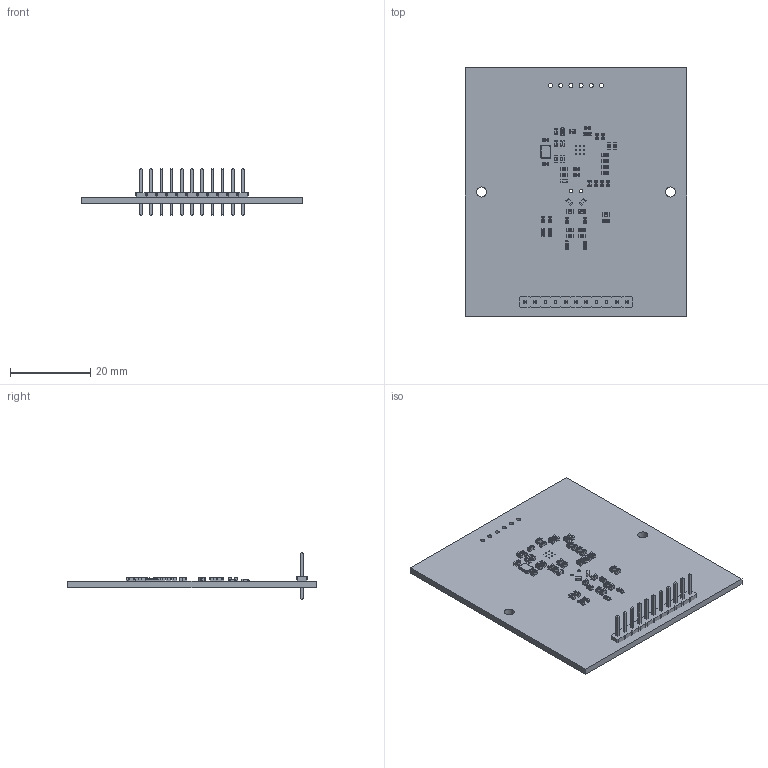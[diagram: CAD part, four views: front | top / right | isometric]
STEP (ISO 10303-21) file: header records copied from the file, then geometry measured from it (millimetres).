
FILE_DESCRIPTION(('KiCad electronic assembly'),'2;1');
FILE_NAME('NFC.step','2024-06-06T13:23:35',('Pcbnew'),('Kicad'), 'Open CASCADE STEP processor 7.7','KiCad to STEP converter','Unknown' );
FILE_SCHEMA(('AUTOMOTIVE_DESIGN { 1 0 10303 214 1 1 1 1 }'));
Length unit declared in the file: millimetre
Products named in the file (12): NFC 1; csmd-0603_l1-6_w0-81_h0-86; CSMD-0603_L1-6_W0-81_H0-86; Resistor 0603; 0402 Resistor v14; L_0603_1608Metric; Crystal_SMD_3225-4Pin_3.2x2.5mm; PinHeader_1x11_P2.54mm_Vertical; PinHeader_1x11_P254mm_Vertical; NFC_PCB
Assembly tree (54 placements, depth 3):
  NFC 1
    csmd-0603_l1-6_w0-81_h0-86  x37
      CSMD-0603_L1-6_W0-81_H0-86
    Resistor 0603  x6
      0402 Resistor v14
    L_0603_1608Metric  x3
      L_0603_1608Metric
    Crystal_SMD_3225-4Pin_3.2x2.5mm
      Crystal_SMD_3225-4Pin_3.2x2.5mm
    PinHeader_1x11_P2.54mm_Vertical
      PinHeader_1x11_P254mm_Vertical
    NFC_PCB
Bounding box: 55 x 61.8 x 11.54 mm (x, y, z)
Volume: 5668.2 mm3; surface area: 8135.6 mm2
Topology: 97 solids, 97 shells, 15239 faces, 40421 edges, 25702 vertices
Faces by surface type: plane 10445, bspline 2768, cylinder 1434, sphere 592
Full cylindrical faces by diameter (mm): 0.2 x9, 0.8 x2, 1 x17, 2.5 x2
Entity records: 35301 total; most frequent: CARTESIAN_POINT 10913, ORIENTED_EDGE 4586, DIRECTION 3717, EDGE_CURVE 2293, LINE 1741, VECTOR 1741, VERTEX_POINT 1462, FACE_BOUND 993
